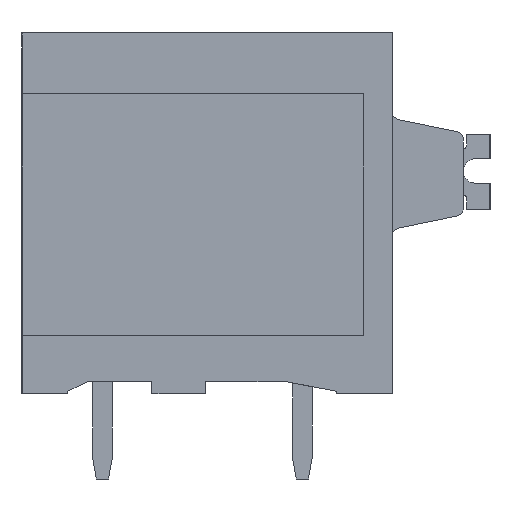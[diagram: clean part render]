
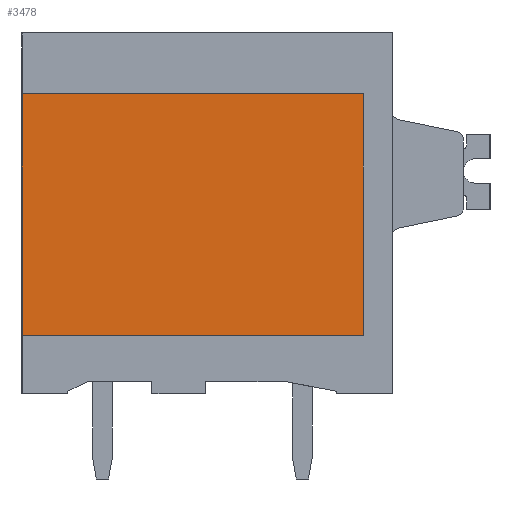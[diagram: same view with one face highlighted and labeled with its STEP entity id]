
A CAD part, left-side view. The second image highlights one B-rep face of the part: STEP entity #3478.
In plain terms, the highlighted planar face has unit normal (-1, 0, 0).
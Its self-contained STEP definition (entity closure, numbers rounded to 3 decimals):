
#3458=AXIS2_PLACEMENT_3D('Plane Axis2P3D',#3455,#3456,#3457) ;
#951=CARTESIAN_POINT('Vertex',(1.1,19.2,5.9)) ;
#954=CARTESIAN_POINT('Line Origine',(1.1,19.2,10.85)) ;
#958=CARTESIAN_POINT('Vertex',(1.1,19.2,15.8)) ;
#3439=CARTESIAN_POINT('Vertex',(1.1,5.2,5.9)) ;
#3442=CARTESIAN_POINT('Line Origine',(1.1,12.2,5.9)) ;
#3455=CARTESIAN_POINT('Axis2P3D Location',(1.1,0.,0.)) ;
#3460=CARTESIAN_POINT('Line Origine',(1.1,5.2,10.85)) ;
#3464=CARTESIAN_POINT('Vertex',(1.1,5.2,15.8)) ;
#3467=CARTESIAN_POINT('Line Origine',(1.1,12.2,15.8)) ;
#955=DIRECTION('Vector Direction',(0.,0.,1.)) ;
#3443=DIRECTION('Vector Direction',(0.,1.,0.)) ;
#3456=DIRECTION('Axis2P3D Direction',(-1.,0.,0.)) ;
#3457=DIRECTION('Axis2P3D XDirection',(0.,-1.,0.)) ;
#3461=DIRECTION('Vector Direction',(0.,0.,1.)) ;
#3468=DIRECTION('Vector Direction',(0.,1.,0.)) ;
#956=VECTOR('Line Direction',#955,1.) ;
#3444=VECTOR('Line Direction',#3443,1.) ;
#3462=VECTOR('Line Direction',#3461,1.) ;
#3469=VECTOR('Line Direction',#3468,1.) ;
#3473=ORIENTED_EDGE('',*,*,#3446,.F.) ;
#3474=ORIENTED_EDGE('',*,*,#3466,.T.) ;
#3475=ORIENTED_EDGE('',*,*,#3471,.T.) ;
#3476=ORIENTED_EDGE('',*,*,#960,.F.) ;
#3478=ADVANCED_FACE('_LMF 5.08/11/90 3.5SN OR BX 1330810000',(#3477),#3459,.T.) ;
#960=EDGE_CURVE('',#952,#959,#957,.T.) ;
#3446=EDGE_CURVE('',#3440,#952,#3445,.T.) ;
#3466=EDGE_CURVE('',#3440,#3465,#3463,.T.) ;
#3471=EDGE_CURVE('',#3465,#959,#3470,.T.) ;
#3472=EDGE_LOOP('',(#3473,#3474,#3475,#3476)) ;
#3477=FACE_OUTER_BOUND('',#3472,.T.) ;
#957=LINE('Line',#954,#956) ;
#3445=LINE('Line',#3442,#3444) ;
#3463=LINE('Line',#3460,#3462) ;
#3470=LINE('Line',#3467,#3469) ;
#3459=PLANE('',#3458) ;
#952=VERTEX_POINT('',#951) ;
#959=VERTEX_POINT('',#958) ;
#3440=VERTEX_POINT('',#3439) ;
#3465=VERTEX_POINT('',#3464) ;
